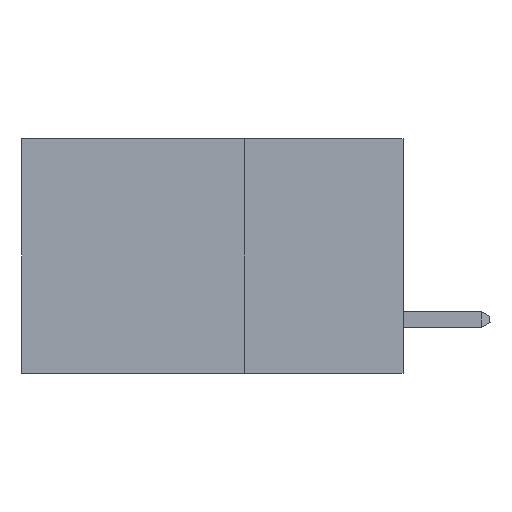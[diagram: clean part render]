
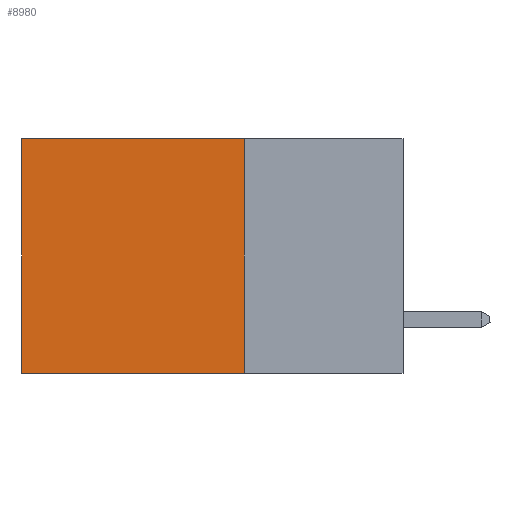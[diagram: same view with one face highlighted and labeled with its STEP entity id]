
A CAD part, left-side view. The second image highlights one B-rep face of the part: STEP entity #8980.
In plain terms, the highlighted planar face has unit normal (-1, 0, 0).
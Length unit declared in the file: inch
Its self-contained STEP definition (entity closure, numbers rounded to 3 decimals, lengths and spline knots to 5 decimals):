
#187 = CARTESIAN_POINT ( 'NONE',  ( 0.2875, 0.25, 0. ) ) ;
#248 = DIRECTION ( 'NONE',  ( 0., 1., 0. ) ) ;
#724 = VERTEX_POINT ( 'NONE', #187 ) ;
#994 = CARTESIAN_POINT ( 'NONE',  ( 0.2875, 0.25, -0.37 ) ) ;
#1254 = LINE ( 'NONE', #10324, #2162 ) ;
#2086 = CARTESIAN_POINT ( 'NONE',  ( 0.2875, 0.6, -0.37 ) ) ;
#2103 = CARTESIAN_POINT ( 'NONE',  ( 0.2875, 0.6, 0. ) ) ;
#2162 = VECTOR ( 'NONE', #11089, 39.37008 ) ;
#2246 = VERTEX_POINT ( 'NONE', #11883 ) ;
#2510 = EDGE_CURVE ( 'NONE', #2246, #8738, #12337, .T. ) ;
#2770 = DIRECTION ( 'NONE',  ( 0., 1., 0. ) ) ;
#3520 = ORIENTED_EDGE ( 'NONE', *, *, #8931, .T. ) ;
#3826 = LINE ( 'NONE', #6854, #8736 ) ;
#4129 = DIRECTION ( 'NONE',  ( 1., 0., 0. ) ) ;
#4448 = VECTOR ( 'NONE', #2770, 39.37008 ) ;
#4581 = ORIENTED_EDGE ( 'NONE', *, *, #5021, .F. ) ;
#4786 = EDGE_CURVE ( 'NONE', #724, #6293, #9939, .T. ) ;
#5021 = EDGE_CURVE ( 'NONE', #724, #2246, #3826, .T. ) ;
#6293 = VERTEX_POINT ( 'NONE', #2103 ) ;
#6668 = FACE_OUTER_BOUND ( 'NONE', #8202, .T. ) ;
#6854 = CARTESIAN_POINT ( 'NONE',  ( 0.2875, 0.25, 0. ) ) ;
#7406 = CARTESIAN_POINT ( 'NONE',  ( 0.2875, 0.25, 0. ) ) ;
#8202 = EDGE_LOOP ( 'NONE', ( #3520, #11437, #4581, #11806 ) ) ;
#8230 = AXIS2_PLACEMENT_3D ( 'NONE', #9865, #4129, #10887 ) ;
#8736 = VECTOR ( 'NONE', #9039, 39.37008 ) ;
#8738 = VERTEX_POINT ( 'NONE', #2086 ) ;
#8931 = EDGE_CURVE ( 'NONE', #6293, #8738, #1254, .T. ) ;
#8944 = PLANE ( 'NONE',  #8230 ) ;
#8980 = ADVANCED_FACE ( 'NONE', ( #6668 ), #8944, .F. ) ;
#9039 = DIRECTION ( 'NONE',  ( 0., 0., -1. ) ) ;
#9865 = CARTESIAN_POINT ( 'NONE',  ( 0.2875, 0.25, 0. ) ) ;
#9939 = LINE ( 'NONE', #7406, #11659 ) ;
#10324 = CARTESIAN_POINT ( 'NONE',  ( 0.2875, 0.6, 0. ) ) ;
#10887 = DIRECTION ( 'NONE',  ( 0., 0., -1. ) ) ;
#11089 = DIRECTION ( 'NONE',  ( 0., 0., -1. ) ) ;
#11437 = ORIENTED_EDGE ( 'NONE', *, *, #2510, .F. ) ;
#11659 = VECTOR ( 'NONE', #248, 39.37008 ) ;
#11806 = ORIENTED_EDGE ( 'NONE', *, *, #4786, .T. ) ;
#11883 = CARTESIAN_POINT ( 'NONE',  ( 0.2875, 0.25, -0.37 ) ) ;
#12337 = LINE ( 'NONE', #994, #4448 ) ;
